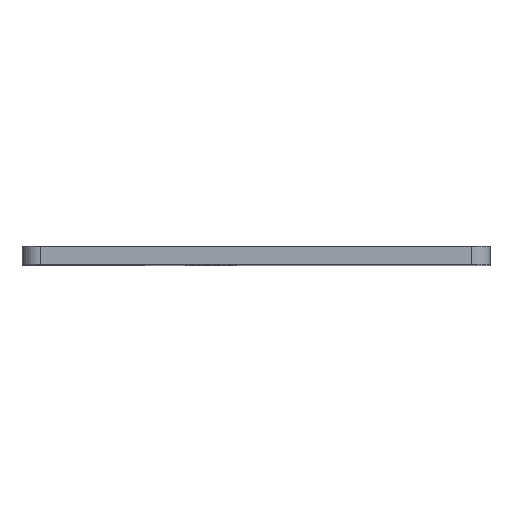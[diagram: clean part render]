
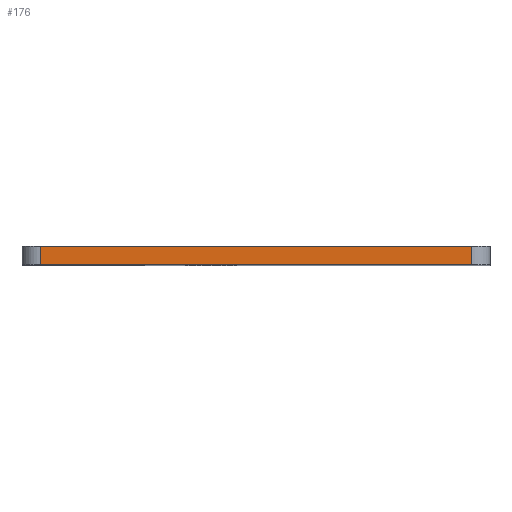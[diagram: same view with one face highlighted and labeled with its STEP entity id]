
A CAD part, top view. The second image highlights one B-rep face of the part: STEP entity #176.
In plain terms, the highlighted planar face has unit normal (0, 0, 1).
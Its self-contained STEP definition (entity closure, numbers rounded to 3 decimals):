
#3 = LINE ( 'NONE', #221, #834 ) ;
#17 = EDGE_CURVE ( 'NONE', #665, #226, #635, .T. ) ;
#46 = DIRECTION ( 'NONE',  ( 0., 0., 1. ) ) ;
#61 = CARTESIAN_POINT ( 'NONE',  ( 95., 3., 18. ) ) ;
#65 = EDGE_CURVE ( 'NONE', #416, #226, #441, .T. ) ;
#73 = CARTESIAN_POINT ( 'NONE',  ( 25., 3., 18. ) ) ;
#115 = PLANE ( 'NONE',  #277 ) ;
#125 = LINE ( 'NONE', #860, #588 ) ;
#176 = ADVANCED_FACE ( 'NONE', ( #790 ), #115, .T. ) ;
#179 = ORIENTED_EDGE ( 'NONE', *, *, #444, .T. ) ;
#198 = DIRECTION ( 'NONE',  ( 0., -1., 0. ) ) ;
#212 = EDGE_CURVE ( 'NONE', #416, #830, #125, .T. ) ;
#221 = CARTESIAN_POINT ( 'NONE',  ( 22., 0., 18. ) ) ;
#226 = VERTEX_POINT ( 'NONE', #61 ) ;
#247 = CARTESIAN_POINT ( 'NONE',  ( 95., 0., 18. ) ) ;
#277 = AXIS2_PLACEMENT_3D ( 'NONE', #387, #46, #777 ) ;
#324 = DIRECTION ( 'NONE',  ( 0., 1., 0. ) ) ;
#381 = ORIENTED_EDGE ( 'NONE', *, *, #17, .T. ) ;
#387 = CARTESIAN_POINT ( 'NONE',  ( 22., 0., 18. ) ) ;
#416 = VERTEX_POINT ( 'NONE', #73 ) ;
#441 = LINE ( 'NONE', #509, #795 ) ;
#444 = EDGE_CURVE ( 'NONE', #830, #665, #3, .T. ) ;
#445 = CARTESIAN_POINT ( 'NONE',  ( 25., 0., 18. ) ) ;
#504 = DIRECTION ( 'NONE',  ( 1., 0., 0. ) ) ;
#509 = CARTESIAN_POINT ( 'NONE',  ( 22., 3., 18. ) ) ;
#529 = ORIENTED_EDGE ( 'NONE', *, *, #212, .T. ) ;
#544 = DIRECTION ( 'NONE',  ( 1., 0., 0. ) ) ;
#563 = CARTESIAN_POINT ( 'NONE',  ( 95., 0., 18. ) ) ;
#588 = VECTOR ( 'NONE', #198, 1000. ) ;
#635 = LINE ( 'NONE', #563, #833 ) ;
#665 = VERTEX_POINT ( 'NONE', #247 ) ;
#777 = DIRECTION ( 'NONE',  ( 1., 0., 0. ) ) ;
#779 = ORIENTED_EDGE ( 'NONE', *, *, #65, .F. ) ;
#790 = FACE_OUTER_BOUND ( 'NONE', #832, .T. ) ;
#795 = VECTOR ( 'NONE', #504, 1000. ) ;
#830 = VERTEX_POINT ( 'NONE', #445 ) ;
#832 = EDGE_LOOP ( 'NONE', ( #779, #529, #179, #381 ) ) ;
#833 = VECTOR ( 'NONE', #324, 1000. ) ;
#834 = VECTOR ( 'NONE', #544, 1000. ) ;
#860 = CARTESIAN_POINT ( 'NONE',  ( 25., 0., 18. ) ) ;
